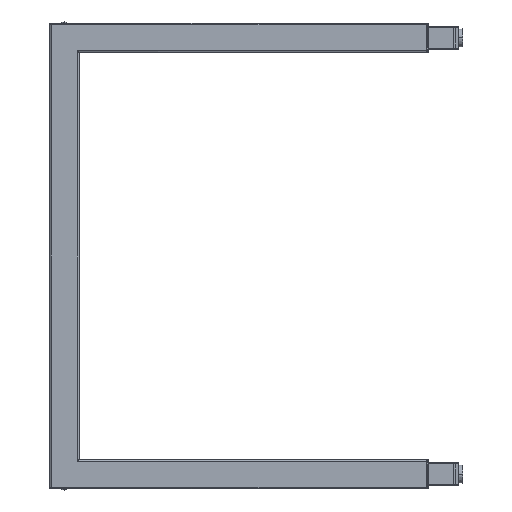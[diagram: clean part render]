
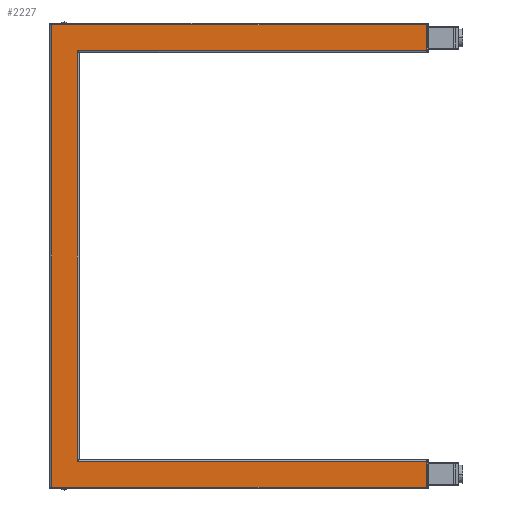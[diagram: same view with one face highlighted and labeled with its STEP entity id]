
A CAD part, left-side view. The second image highlights one B-rep face of the part: STEP entity #2227.
In plain terms, the highlighted planar face has unit normal (-1, 0, 0).
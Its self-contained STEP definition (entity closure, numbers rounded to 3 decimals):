
#600 = VECTOR ( 'NONE', #5490, 1000. ) ;
#622 = CARTESIAN_POINT ( 'NONE',  ( -497.5, 702., -394.5 ) ) ;
#1266 = CARTESIAN_POINT ( 'NONE',  ( -497.5, 658., 350.5 ) ) ;
#1287 = VECTOR ( 'NONE', #41392, 1000. ) ;
#1632 = CARTESIAN_POINT ( 'NONE',  ( -497.5, 702., 457.855 ) ) ;
#2227 = ADVANCED_FACE ( 'NONE', ( #30894 ), #27487, .F. ) ;
#3245 = DIRECTION ( 'NONE',  ( 0., 0., 1. ) ) ;
#4237 = VECTOR ( 'NONE', #31193, 1000. ) ;
#5490 = DIRECTION ( 'NONE',  ( 0., -1., 0. ) ) ;
#5670 = VERTEX_POINT ( 'NONE', #622 ) ;
#5681 = EDGE_LOOP ( 'NONE', ( #14806, #9611, #15447, #34200, #41103, #8094, #9151, #16624 ) ) ;
#7175 = CARTESIAN_POINT ( 'NONE',  ( -497.5, 705., 394.5 ) ) ;
#7912 = DIRECTION ( 'NONE',  ( 1., 0., 0. ) ) ;
#8094 = ORIENTED_EDGE ( 'NONE', *, *, #22144, .F. ) ;
#9151 = ORIENTED_EDGE ( 'NONE', *, *, #23477, .T. ) ;
#9611 = ORIENTED_EDGE ( 'NONE', *, *, #17910, .T. ) ;
#10131 = DIRECTION ( 'NONE',  ( 0., -1., 0. ) ) ;
#11554 = LINE ( 'NONE', #34987, #1287 ) ;
#11653 = LINE ( 'NONE', #24432, #600 ) ;
#11815 = LINE ( 'NONE', #35252, #41385 ) ;
#12773 = CARTESIAN_POINT ( 'NONE',  ( -497.5, 62., -394.5 ) ) ;
#13262 = CARTESIAN_POINT ( 'NONE',  ( -497.5, 62., 350.5 ) ) ;
#13355 = LINE ( 'NONE', #19535, #16224 ) ;
#14307 = DIRECTION ( 'NONE',  ( 0., 0., -1. ) ) ;
#14806 = ORIENTED_EDGE ( 'NONE', *, *, #38970, .F. ) ;
#14835 = DIRECTION ( 'NONE',  ( 0., 0., -1. ) ) ;
#15447 = ORIENTED_EDGE ( 'NONE', *, *, #40635, .T. ) ;
#16224 = VECTOR ( 'NONE', #10131, 1000. ) ;
#16624 = ORIENTED_EDGE ( 'NONE', *, *, #40823, .T. ) ;
#17910 = EDGE_CURVE ( 'NONE', #40458, #5670, #24597, .T. ) ;
#19057 = CARTESIAN_POINT ( 'NONE',  ( -497.5, 702., 394.5 ) ) ;
#19535 = CARTESIAN_POINT ( 'NONE',  ( -497.5, 705., -350.5 ) ) ;
#19712 = VERTEX_POINT ( 'NONE', #13262 ) ;
#21370 = LINE ( 'NONE', #38388, #22510 ) ;
#21972 = CARTESIAN_POINT ( 'NONE',  ( -497.5, 62., -350.5 ) ) ;
#22144 = EDGE_CURVE ( 'NONE', #41930, #29272, #21370, .T. ) ;
#22510 = VECTOR ( 'NONE', #41613, 1000. ) ;
#23145 = VERTEX_POINT ( 'NONE', #36186 ) ;
#23477 = EDGE_CURVE ( 'NONE', #41930, #19712, #11653, .T. ) ;
#23566 = EDGE_CURVE ( 'NONE', #29272, #30532, #13355, .T. ) ;
#24432 = CARTESIAN_POINT ( 'NONE',  ( -497.5, 705., 350.5 ) ) ;
#24473 = VERTEX_POINT ( 'NONE', #12773 ) ;
#24597 = LINE ( 'NONE', #1632, #4237 ) ;
#27487 = PLANE ( 'NONE',  #33665 ) ;
#29272 = VERTEX_POINT ( 'NONE', #41104 ) ;
#30532 = VERTEX_POINT ( 'NONE', #21972 ) ;
#30894 = FACE_OUTER_BOUND ( 'NONE', #5681, .T. ) ;
#31193 = DIRECTION ( 'NONE',  ( 0., 0., -1. ) ) ;
#32616 = LINE ( 'NONE', #35404, #36650 ) ;
#33347 = DIRECTION ( 'NONE',  ( 0., -1., 0. ) ) ;
#33665 = AXIS2_PLACEMENT_3D ( 'NONE', #40502, #7912, #14307 ) ;
#34200 = ORIENTED_EDGE ( 'NONE', *, *, #40281, .F. ) ;
#34470 = VECTOR ( 'NONE', #33347, 1000. ) ;
#34987 = CARTESIAN_POINT ( 'NONE',  ( -497.5, 705., -394.5 ) ) ;
#35252 = CARTESIAN_POINT ( 'NONE',  ( -497.5, 62., -350.5 ) ) ;
#35404 = CARTESIAN_POINT ( 'NONE',  ( -497.5, 62., 350.5 ) ) ;
#36186 = CARTESIAN_POINT ( 'NONE',  ( -497.5, 62., 394.5 ) ) ;
#36650 = VECTOR ( 'NONE', #3245, 1000. ) ;
#37174 = LINE ( 'NONE', #7175, #34470 ) ;
#38388 = CARTESIAN_POINT ( 'NONE',  ( -497.5, 658., 457.855 ) ) ;
#38970 = EDGE_CURVE ( 'NONE', #40458, #23145, #37174, .T. ) ;
#40281 = EDGE_CURVE ( 'NONE', #30532, #24473, #11815, .T. ) ;
#40458 = VERTEX_POINT ( 'NONE', #19057 ) ;
#40502 = CARTESIAN_POINT ( 'NONE',  ( -497.5, 705., 350.5 ) ) ;
#40635 = EDGE_CURVE ( 'NONE', #5670, #24473, #11554, .T. ) ;
#40823 = EDGE_CURVE ( 'NONE', #19712, #23145, #32616, .T. ) ;
#41103 = ORIENTED_EDGE ( 'NONE', *, *, #23566, .F. ) ;
#41104 = CARTESIAN_POINT ( 'NONE',  ( -497.5, 658., -350.5 ) ) ;
#41385 = VECTOR ( 'NONE', #14835, 1000. ) ;
#41392 = DIRECTION ( 'NONE',  ( 0., -1., 0. ) ) ;
#41613 = DIRECTION ( 'NONE',  ( 0., 0., -1. ) ) ;
#41930 = VERTEX_POINT ( 'NONE', #1266 ) ;
